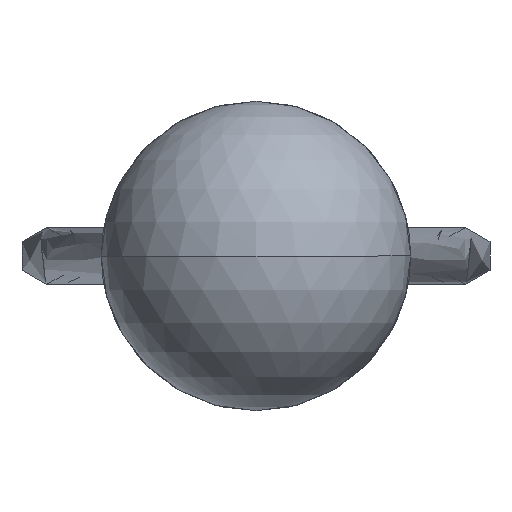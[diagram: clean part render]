
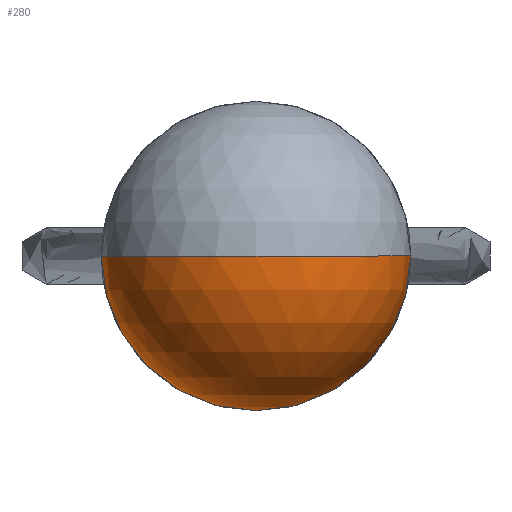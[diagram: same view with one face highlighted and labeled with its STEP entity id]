
A CAD part, left-side view. The second image highlights one B-rep face of the part: STEP entity #280.
In plain terms, the highlighted spherical face has radius 3.25 mm.
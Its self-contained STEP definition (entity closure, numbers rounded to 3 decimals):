
#17 = AXIS2_PLACEMENT_3D ( 'NONE', #328, #435, #292 ) ;
#27 = ORIENTED_EDGE ( 'NONE', *, *, #108, .F. ) ;
#31 = CARTESIAN_POINT ( 'NONE',  ( -16.75, 0., 0. ) ) ;
#42 = CARTESIAN_POINT ( 'NONE',  ( -16.75, -3.25, 0. ) ) ;
#59 = VERTEX_POINT ( 'NONE', #254 ) ;
#74 = CARTESIAN_POINT ( 'NONE',  ( -16.75, 0., -3.25 ) ) ;
#89 = DIRECTION ( 'NONE',  ( 0., 0., -1. ) ) ;
#101 = VERTEX_POINT ( 'NONE', #42 ) ;
#104 = DIRECTION ( 'NONE',  ( 0., 0., 1. ) ) ;
#106 = CIRCLE ( 'NONE', #263, 3.25 ) ;
#108 = EDGE_CURVE ( 'NONE', #414, #59, #374, .T. ) ;
#127 = AXIS2_PLACEMENT_3D ( 'NONE', #373, #156, #340 ) ;
#133 = CIRCLE ( 'NONE', #393, 3.25 ) ;
#154 = FACE_OUTER_BOUND ( 'NONE', #277, .T. ) ;
#156 = DIRECTION ( 'NONE',  ( 0., 0., 1. ) ) ;
#194 = CARTESIAN_POINT ( 'NONE',  ( -20., 0., 0. ) ) ;
#227 = VERTEX_POINT ( 'NONE', #194 ) ;
#232 = CARTESIAN_POINT ( 'NONE',  ( -16.75, 0., 0. ) ) ;
#235 = ORIENTED_EDGE ( 'NONE', *, *, #267, .F. ) ;
#254 = CARTESIAN_POINT ( 'NONE',  ( -16.75, 3.25, 0. ) ) ;
#258 = EDGE_CURVE ( 'NONE', #227, #59, #331, .T. ) ;
#263 = AXIS2_PLACEMENT_3D ( 'NONE', #31, #104, #354 ) ;
#267 = EDGE_CURVE ( 'NONE', #101, #414, #133, .T. ) ;
#277 = EDGE_LOOP ( 'NONE', ( #367, #386, #27, #235 ) ) ;
#280 = ADVANCED_FACE ( 'NONE', ( #154 ), #296, .T. ) ;
#292 = DIRECTION ( 'NONE',  ( 0., 0., -1. ) ) ;
#293 = DIRECTION ( 'NONE',  ( 1., 0., 0. ) ) ;
#296 = SPHERICAL_SURFACE ( 'NONE', #127, 3.25 ) ;
#328 = CARTESIAN_POINT ( 'NONE',  ( -16.75, 0., 0. ) ) ;
#331 = CIRCLE ( 'NONE', #384, 3.25 ) ;
#340 = DIRECTION ( 'NONE',  ( 0., 1., 0. ) ) ;
#354 = DIRECTION ( 'NONE',  ( 0., -1., 0. ) ) ;
#367 = ORIENTED_EDGE ( 'NONE', *, *, #441, .F. ) ;
#373 = CARTESIAN_POINT ( 'NONE',  ( -16.75, 0., 0. ) ) ;
#374 = CIRCLE ( 'NONE', #17, 3.25 ) ;
#377 = DIRECTION ( 'NONE',  ( -1., 0., 0. ) ) ;
#384 = AXIS2_PLACEMENT_3D ( 'NONE', #232, #89, #377 ) ;
#386 = ORIENTED_EDGE ( 'NONE', *, *, #258, .T. ) ;
#393 = AXIS2_PLACEMENT_3D ( 'NONE', #442, #293, #440 ) ;
#414 = VERTEX_POINT ( 'NONE', #74 ) ;
#435 = DIRECTION ( 'NONE',  ( 1., 0., 0. ) ) ;
#440 = DIRECTION ( 'NONE',  ( 0., 0., -1. ) ) ;
#441 = EDGE_CURVE ( 'NONE', #227, #101, #106, .T. ) ;
#442 = CARTESIAN_POINT ( 'NONE',  ( -16.75, 0., 0. ) ) ;
